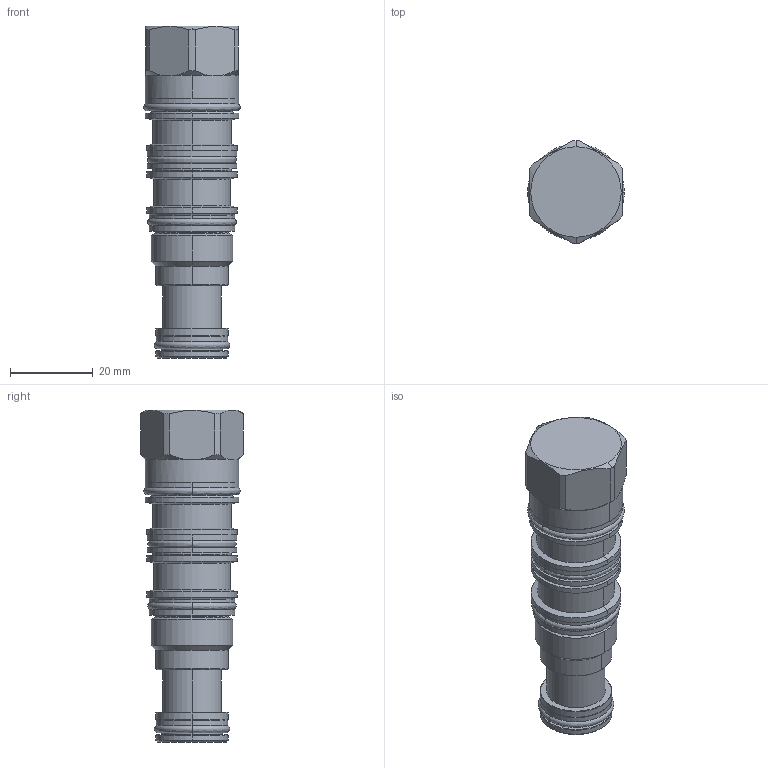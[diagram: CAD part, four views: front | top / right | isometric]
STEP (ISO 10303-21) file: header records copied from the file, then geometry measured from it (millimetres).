
FILE_DESCRIPTION((''),'2;1');
FILE_NAME('XMBA-XXN_PRT','2010-04-12T',('Administrator'),(''),'PRO/ENGINEER BY PARAMETRIC TECHNOLOGY CORPORATION, 2006240','PRO/ENGINEER BY PARAMETRIC TECHNOLOGY CORPORATION, 2006240','');
FILE_SCHEMA(('CONFIG_CONTROL_DESIGN'));
Length unit declared in the file: inch
Products named in the file (1): XMBA-XXN_PRT
Bounding box: 23.29 x 24.84 x 80.12 mm (x, y, z)
Volume: 24639.6 mm3; surface area: 8321.9 mm2
Topology: 4 solids, 5 shells, 160 faces, 348 edges, 208 vertices
Faces by surface type: cylinder 58, plane 32, cone 32, torus 24, revolution 14
Entity records: 5242 total; most frequent: CARTESIAN_POINT 1614, DIRECTION 818, ORIENTED_EDGE 696, AXIS2_PLACEMENT_3D 354, EDGE_CURVE 348, VERTEX_POINT 208, CIRCLE 208, EDGE_LOOP 178
